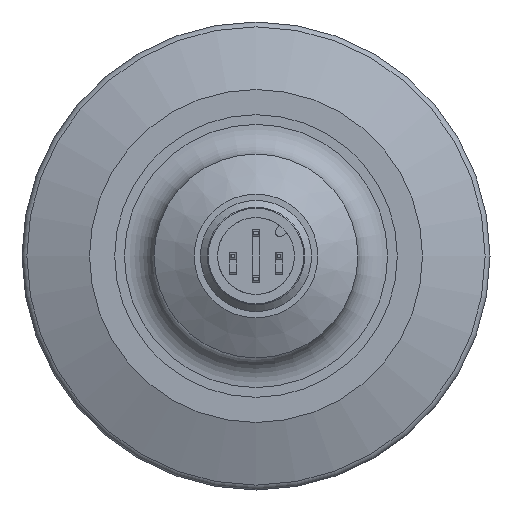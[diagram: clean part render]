
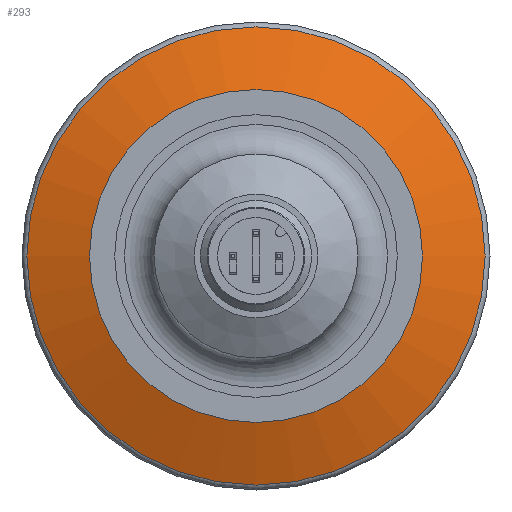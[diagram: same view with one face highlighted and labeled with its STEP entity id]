
A CAD part, front view. The second image highlights one B-rep face of the part: STEP entity #293.
In plain terms, the highlighted conical face has half-angle 70 degrees and reference radius 25.25 mm.
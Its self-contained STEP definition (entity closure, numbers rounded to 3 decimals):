
#293 = ADVANCED_FACE( '', ( #645, #646 ), #647, .T. );
#645 = FACE_OUTER_BOUND( '', #1036, .T. );
#646 = FACE_BOUND( '', #1037, .T. );
#647 = CONICAL_SURFACE( '', #1038, 25.25, 1.222 );
#1036 = EDGE_LOOP( '', ( #1793 ) );
#1037 = EDGE_LOOP( '', ( #1794 ) );
#1038 = AXIS2_PLACEMENT_3D( '', #1795, #1796, #1797 );
#1793 = ORIENTED_EDGE( '', *, *, #2270, .T. );
#1794 = ORIENTED_EDGE( '', *, *, #2330, .F. );
#1795 = CARTESIAN_POINT( '', ( 0., -2.85, 0. ) );
#1796 = DIRECTION( '', ( 0., 1., 0. ) );
#1797 = DIRECTION( '', ( 0., 0., 1. ) );
#2270 = EDGE_CURVE( '', #2736, #2736, #2737, .F. );
#2330 = EDGE_CURVE( '', #2831, #2831, #2832, .T. );
#2736 = VERTEX_POINT( '', #3361 );
#2737 = CIRCLE( '', #3362, 24.724 );
#2831 = VERTEX_POINT( '', #3489 );
#2832 = CIRCLE( '', #3490, 17.969 );
#3361 = CARTESIAN_POINT( '', ( 0., -3.042, 24.724 ) );
#3362 = AXIS2_PLACEMENT_3D( '', #3971, #3972, #3973 );
#3489 = CARTESIAN_POINT( '', ( 0., -5.5, -17.969 ) );
#3490 = AXIS2_PLACEMENT_3D( '', #4043, #4044, #4045 );
#3971 = CARTESIAN_POINT( '', ( 0., -3.042, 0. ) );
#3972 = DIRECTION( '', ( 0., 1., 0. ) );
#3973 = DIRECTION( '', ( 0., 0., 1. ) );
#4043 = CARTESIAN_POINT( '', ( 0., -5.5, 0. ) );
#4044 = DIRECTION( '', ( 0., -1., 0. ) );
#4045 = DIRECTION( '', ( 0., 0., -1. ) );
